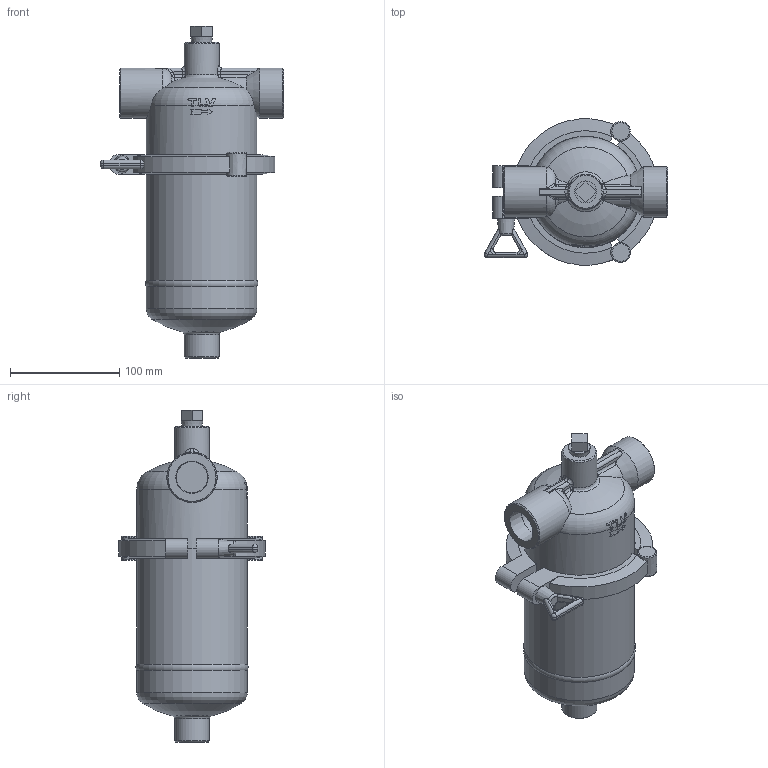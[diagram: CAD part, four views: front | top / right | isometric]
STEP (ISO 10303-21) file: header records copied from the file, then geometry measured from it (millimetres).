
FILE_DESCRIPTION((''),'2;1');
FILE_NAME('sf100-025-sw000-00.stp','2010-07-16T13:05:41',('nakaot'),(''),'Autodesk Inventor 2008','Autodesk Inventor 2008','');
FILE_SCHEMA(('AUTOMOTIVE_DESIGN { 1 0 10303 214 1 1 1 1 }'));
Length unit declared in the file: millimetre
Products named in the file (1): sf100-025-sw000-00
Bounding box: 167.6 x 133.63 x 303.5 mm (x, y, z)
Volume: 1995007.5 mm3; surface area: 136291.1 mm2
Topology: 2 solids, 2 shells, 224 faces, 544 edges, 333 vertices
Faces by surface type: plane 79, cylinder 66, bspline 42, torus 16, cone 14, sphere 7
Full cylindrical faces by diameter (mm): 18 x1, 28.575 x1, 32 x2, 46 x2, 90 x1, 101 x3
Entity records: 8646 total; most frequent: CARTESIAN_POINT 3834, ORIENTED_EDGE 1000, DIRECTION 945, EDGE_CURVE 500, AXIS2_PLACEMENT_3D 390, VERTEX_POINT 325, EDGE_LOOP 271, FACE_OUTER_BOUND 224
